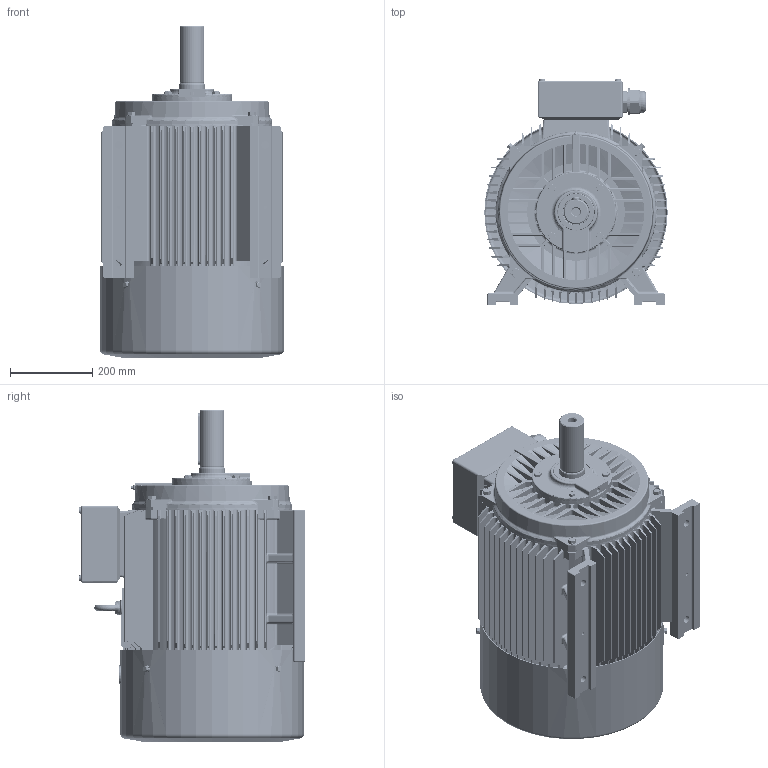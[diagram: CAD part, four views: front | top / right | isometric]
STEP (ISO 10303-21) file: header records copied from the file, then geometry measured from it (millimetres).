
FILE_DESCRIPTION(/* description */ (''),/* implementation_level */ '2;1');
FILE_NAME(/* name */ 'JM1-225S-4.8-B3.stp',/* time_stamp */ '2018-12-30T18:50:50+08:00',/* author */ (''),/* organization */ (''),/* preprocessor_version */ 'ST-DEVELOPER v16.7',/* originating_system */ 'SIEMENS PLM Software NX 12.0',/* authorisation */ '');
FILE_SCHEMA (('AP203_CONFIGURATION_CONTROLLED_3D_DESIGN_OF_MECHANICAL_PARTS_AND_ASSEMBLIES_MIM_LF { 1 0 10303 403 2 1 2}'));
Length unit declared in the file: millimetre
Products named in the file (1): JM1-225S-4.8-B3
Bounding box: 446 x 547.8 x 807.09 mm (x, y, z)
Volume: 21353710.1 mm3; surface area: 5202017.9 mm2
Topology: 61 solids, 61 shells, 8605 faces, 23811 edges, 15458 vertices
Faces by surface type: cylinder 3537, plane 3526, bspline 674, torus 514, cone 319, sphere 35
Full cylindrical faces by diameter (mm): 2 x2, 7.188 x4, 8 x8, 8.4 x4, 9.026 x8, 10 x10, 10.863 x8, 11.2 x8, 12 x8, 12.6 x8, 16 x4, 20 x1, 34.375 x2, 40.625 x4, 48.438 x12, 50 x4, 51.562 x12, 53.906 x2, 57 x1, 58 x1, 66.406 x2
Entity records: 317429 total; most frequent: CARTESIAN_POINT 89568, ORIENTED_EDGE 46848, DIRECTION 44738, EDGE_CURVE 23424, AXIS2_PLACEMENT_3D 16131, VERTEX_POINT 15342, LINE 12476, VECTOR 12476
